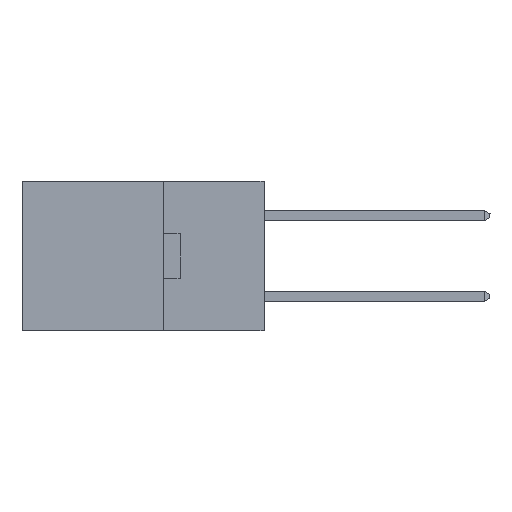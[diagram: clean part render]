
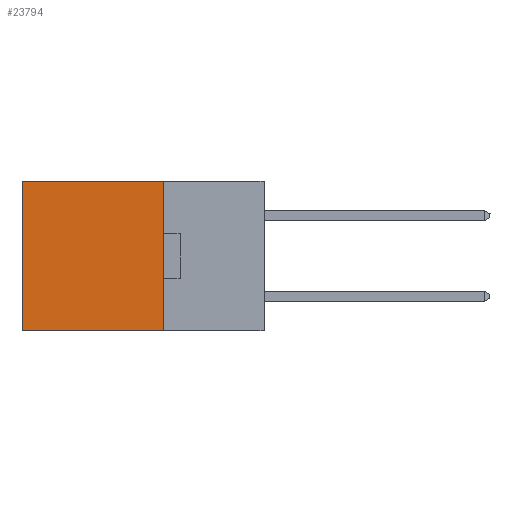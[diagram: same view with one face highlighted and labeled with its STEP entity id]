
A CAD part, left-side view. The second image highlights one B-rep face of the part: STEP entity #23794.
In plain terms, the highlighted planar face has unit normal (-1, 0, 0).
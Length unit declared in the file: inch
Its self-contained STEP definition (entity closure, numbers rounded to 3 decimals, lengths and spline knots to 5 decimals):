
#1528 = ORIENTED_EDGE ( 'NONE', *, *, #15775, .F. ) ;
#1819 = PLANE ( 'NONE',  #8952 ) ;
#1889 = ORIENTED_EDGE ( 'NONE', *, *, #9644, .T. ) ;
#4482 = DIRECTION ( 'NONE',  ( 0., 1., 0. ) ) ;
#5656 = EDGE_LOOP ( 'NONE', ( #23202, #26402, #1528, #1889 ) ) ;
#5699 = VECTOR ( 'NONE', #11691, 39.37008 ) ;
#6111 = CARTESIAN_POINT ( 'NONE',  ( 0.2615, 0.25, -0.37 ) ) ;
#6358 = LINE ( 'NONE', #9536, #5699 ) ;
#8043 = LINE ( 'NONE', #19488, #18833 ) ;
#8248 = DIRECTION ( 'NONE',  ( 0., 0., -1. ) ) ;
#8306 = CARTESIAN_POINT ( 'NONE',  ( 0.2615, 0.6, -0.37 ) ) ;
#8952 = AXIS2_PLACEMENT_3D ( 'NONE', #6111, #21131, #8248 ) ;
#9536 = CARTESIAN_POINT ( 'NONE',  ( 0.2615, 0.6, -0.37 ) ) ;
#9644 = EDGE_CURVE ( 'NONE', #12326, #16709, #25256, .T. ) ;
#9668 = DIRECTION ( 'NONE',  ( 0., 0., -1. ) ) ;
#10310 = LINE ( 'NONE', #16178, #27319 ) ;
#10898 = CARTESIAN_POINT ( 'NONE',  ( 0.2615, 0.25, 0. ) ) ;
#11691 = DIRECTION ( 'NONE',  ( 0., 0., -1. ) ) ;
#12326 = VERTEX_POINT ( 'NONE', #10898 ) ;
#13188 = DIRECTION ( 'NONE',  ( 0., 1., 0. ) ) ;
#15775 = EDGE_CURVE ( 'NONE', #12326, #24410, #10310, .T. ) ;
#16076 = VERTEX_POINT ( 'NONE', #8306 ) ;
#16178 = CARTESIAN_POINT ( 'NONE',  ( 0.2615, 0.25, -0.37 ) ) ;
#16709 = VERTEX_POINT ( 'NONE', #25227 ) ;
#18833 = VECTOR ( 'NONE', #4482, 39.37008 ) ;
#19488 = CARTESIAN_POINT ( 'NONE',  ( 0.2615, 0.25, -0.37 ) ) ;
#19633 = VECTOR ( 'NONE', #13188, 39.37008 ) ;
#21131 = DIRECTION ( 'NONE',  ( 1., 0., 0. ) ) ;
#21697 = CARTESIAN_POINT ( 'NONE',  ( 0.2615, 0.25, 0. ) ) ;
#22086 = FACE_OUTER_BOUND ( 'NONE', #5656, .T. ) ;
#22874 = EDGE_CURVE ( 'NONE', #16709, #16076, #6358, .T. ) ;
#23047 = CARTESIAN_POINT ( 'NONE',  ( 0.2615, 0.25, -0.37 ) ) ;
#23202 = ORIENTED_EDGE ( 'NONE', *, *, #22874, .T. ) ;
#23794 = ADVANCED_FACE ( 'NONE', ( #22086 ), #1819, .F. ) ;
#24410 = VERTEX_POINT ( 'NONE', #23047 ) ;
#25227 = CARTESIAN_POINT ( 'NONE',  ( 0.2615, 0.6, 0. ) ) ;
#25244 = EDGE_CURVE ( 'NONE', #24410, #16076, #8043, .T. ) ;
#25256 = LINE ( 'NONE', #21697, #19633 ) ;
#26402 = ORIENTED_EDGE ( 'NONE', *, *, #25244, .F. ) ;
#27319 = VECTOR ( 'NONE', #9668, 39.37008 ) ;
